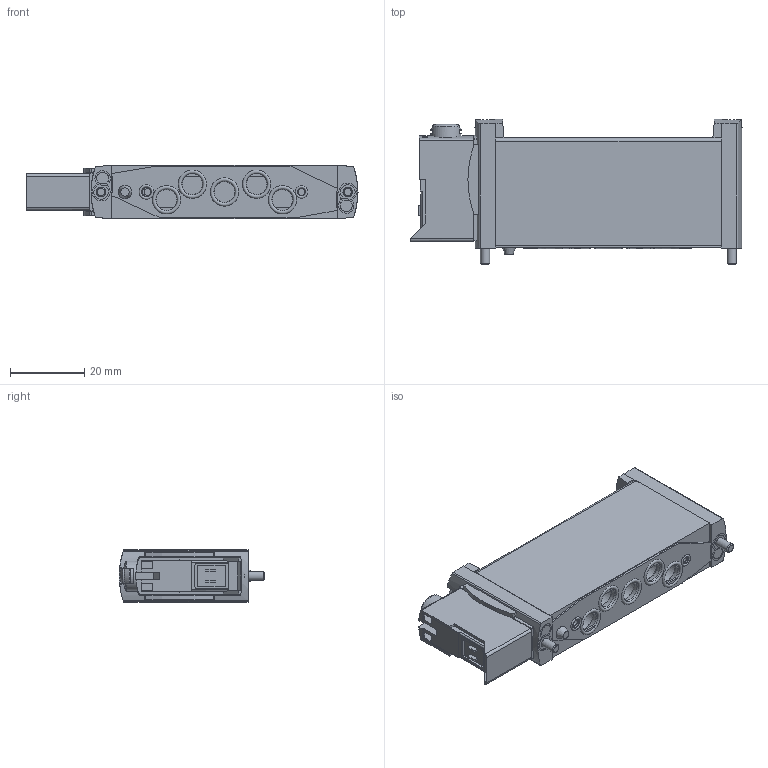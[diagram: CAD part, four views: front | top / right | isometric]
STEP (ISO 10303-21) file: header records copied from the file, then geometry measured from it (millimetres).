
FILE_DESCRIPTION(/* description */ ('STEP AP214'),/* implementation_level */ '2;1');
FILE_NAME(/* name */ '566516_VUVG-B14-M52-AZT-F-1P3',/* time_stamp */ '2024-09-17T12:29:32+02:00',/* author */ ('License CC BY-ND 4.0'),/* organization */ ('CADENAS'),/* preprocessor_version */ 'ST-DEVELOPER v19.3',/* originating_system */ 'PARTsolutions',/* authorisation */ ' ');
FILE_SCHEMA (('AUTOMOTIVE_DESIGN {1 0 10303 214 3 1 1}'));
Length unit declared in the file: millimetre
Products named in the file (4): 566516 VUVG-B14-M52-AZT-F-1P3; 564212 VUVG-B-14-M52-RZT-F--1P3--------(G); 8086665 M2.5X37-10.9-Z; 1057939 VABD-L1-14B-S-G18---(DR)
Assembly tree (4 placements, depth 2):
  566516 VUVG-B14-M52-AZT-F-1P3
    564212 VUVG-B-14-M52-RZT-F--1P3--------(G)
    8086665 M2.5X37-10.9-Z  x2
    1057939 VABD-L1-14B-S-G18---(DR)
Bounding box: 89.5 x 39.2 x 14.4 mm (x, y, z)
Volume: 33733.8 mm3; surface area: 13002.4 mm2
Topology: 4 solids, 4 shells, 454 faces, 1165 edges, 761 vertices
Faces by surface type: plane 289, cylinder 109, cone 27, torus 24, sphere 5
Full cylindrical faces by diameter (mm): 1.4 x2, 1.8 x2, 2 x1, 2.2 x2, 2.3 x1, 2.5 x2, 2.6 x2, 3.8 x1, 3.9 x1, 6.5 x5, 7.6 x5, 7.7 x5, 8.1 x1
Entity records: 12784 total; most frequent: CARTESIAN_POINT 2279, DIRECTION 2211, ORIENTED_EDGE 2024, EDGE_CURVE 1012, AXIS2_PLACEMENT_3D 795, VERTEX_POINT 698, LINE 621, VECTOR 621
